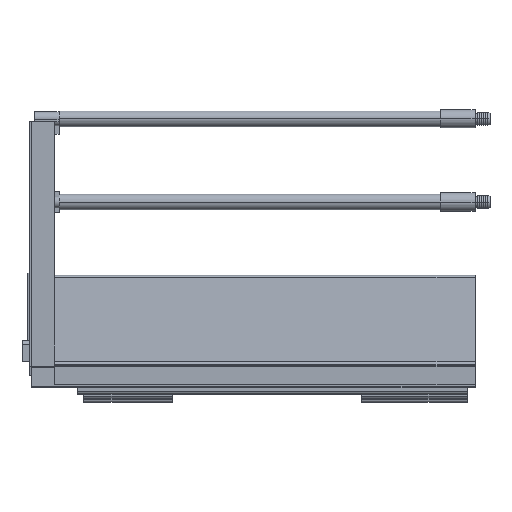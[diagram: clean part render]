
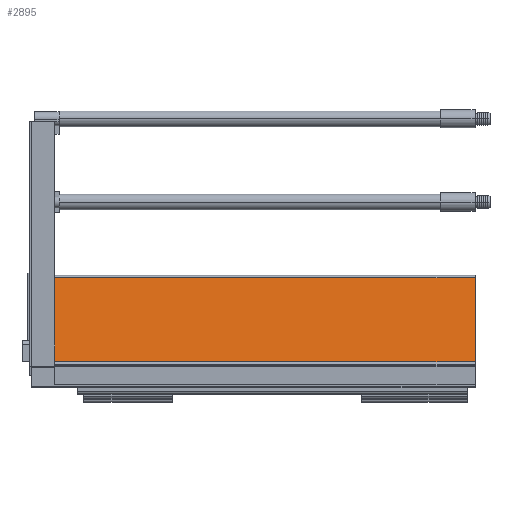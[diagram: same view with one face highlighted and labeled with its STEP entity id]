
A CAD part, top view. The second image highlights one B-rep face of the part: STEP entity #2895.
In plain terms, the highlighted planar face has unit normal (0, 0.139, 0.99).
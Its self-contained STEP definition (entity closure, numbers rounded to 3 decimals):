
#126 = ORIENTED_EDGE ( 'NONE', *, *, #9360, .F. ) ;
#421 = VECTOR ( 'NONE', #4401, 1000. ) ;
#555 = PLANE ( 'NONE',  #10190 ) ;
#670 = EDGE_LOOP ( 'NONE', ( #13066, #11970, #126, #3150 ) ) ;
#716 = DIRECTION ( 'NONE',  ( 0., -0.99, 0.139 ) ) ;
#1386 = DIRECTION ( 'NONE',  ( 0., 0.99, -0.139 ) ) ;
#1524 = LINE ( 'NONE', #6690, #11750 ) ;
#1826 = DIRECTION ( 'NONE',  ( 0., 0.139, 0.99 ) ) ;
#1964 = DIRECTION ( 'NONE',  ( 0., -0.99, 0.139 ) ) ;
#2306 = EDGE_CURVE ( 'NONE', #7596, #6399, #7063, .T. ) ;
#2447 = VERTEX_POINT ( 'NONE', #7927 ) ;
#2740 = CARTESIAN_POINT ( 'NONE',  ( -343., 75.024, 25.028 ) ) ;
#2895 = ADVANCED_FACE ( 'NONE', ( #13374 ), #555, .T. ) ;
#3150 = ORIENTED_EDGE ( 'NONE', *, *, #6989, .F. ) ;
#3166 = EDGE_CURVE ( 'NONE', #7596, #2447, #1524, .T. ) ;
#3914 = CARTESIAN_POINT ( 'NONE',  ( 0., 10.222, 34.135 ) ) ;
#4401 = DIRECTION ( 'NONE',  ( 1., 0., 0. ) ) ;
#4458 = VECTOR ( 'NONE', #716, 1000. ) ;
#5824 = CARTESIAN_POINT ( 'NONE',  ( 0., 75.024, 25.028 ) ) ;
#6223 = VERTEX_POINT ( 'NONE', #8605 ) ;
#6399 = VERTEX_POINT ( 'NONE', #3914 ) ;
#6690 = CARTESIAN_POINT ( 'NONE',  ( -323.5, 75.024, 25.028 ) ) ;
#6781 = DIRECTION ( 'NONE',  ( 1., 0., 0. ) ) ;
#6989 = EDGE_CURVE ( 'NONE', #2447, #6223, #10626, .T. ) ;
#7053 = VECTOR ( 'NONE', #6781, 1000. ) ;
#7063 = LINE ( 'NONE', #11201, #7053 ) ;
#7596 = VERTEX_POINT ( 'NONE', #13251 ) ;
#7927 = CARTESIAN_POINT ( 'NONE',  ( -323.5, 75.024, 25.028 ) ) ;
#8528 = CARTESIAN_POINT ( 'NONE',  ( -343., 75.024, 25.028 ) ) ;
#8605 = CARTESIAN_POINT ( 'NONE',  ( 0., 75.024, 25.028 ) ) ;
#9360 = EDGE_CURVE ( 'NONE', #6223, #6399, #13594, .T. ) ;
#10190 = AXIS2_PLACEMENT_3D ( 'NONE', #2740, #1826, #1964 ) ;
#10626 = LINE ( 'NONE', #8528, #421 ) ;
#11201 = CARTESIAN_POINT ( 'NONE',  ( 0., 10.222, 34.135 ) ) ;
#11750 = VECTOR ( 'NONE', #1386, 1000. ) ;
#11970 = ORIENTED_EDGE ( 'NONE', *, *, #2306, .T. ) ;
#13066 = ORIENTED_EDGE ( 'NONE', *, *, #3166, .F. ) ;
#13251 = CARTESIAN_POINT ( 'NONE',  ( -323.5, 10.222, 34.135 ) ) ;
#13374 = FACE_OUTER_BOUND ( 'NONE', #670, .T. ) ;
#13594 = LINE ( 'NONE', #5824, #4458 ) ;
